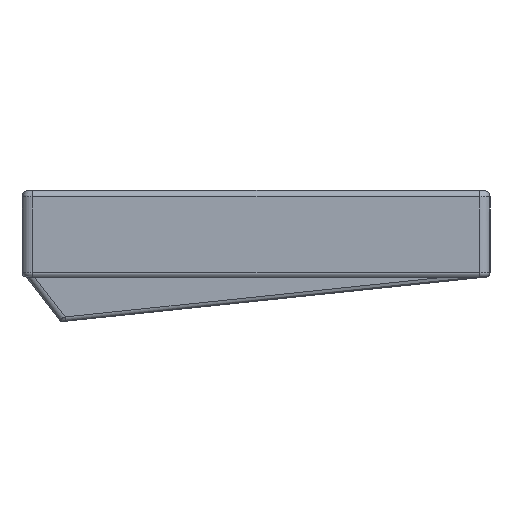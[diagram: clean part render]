
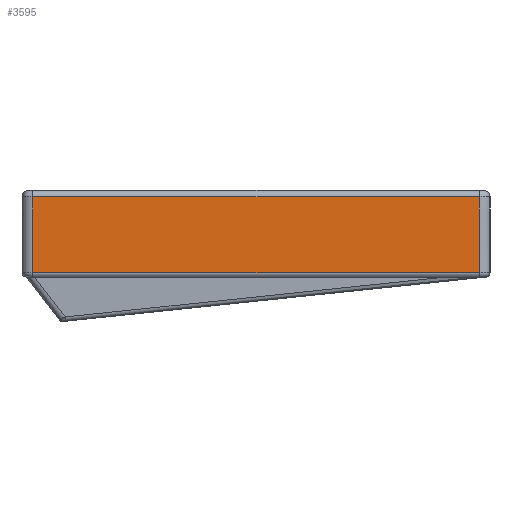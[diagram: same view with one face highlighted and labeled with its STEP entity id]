
A CAD part, left-side view. The second image highlights one B-rep face of the part: STEP entity #3595.
In plain terms, the highlighted planar face has unit normal (-1, 0, 0).
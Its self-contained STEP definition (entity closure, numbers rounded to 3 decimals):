
#564=FACE_OUTER_BOUND('',#790,.T.);
#790=EDGE_LOOP('',(#3156,#3157,#3158,#3159));
#986=LINE('',#5856,#1286);
#1103=LINE('',#6377,#1403);
#1104=LINE('',#6446,#1404);
#1105=LINE('',#6448,#1405);
#1286=VECTOR('',#4536,10.);
#1403=VECTOR('',#5009,10.);
#1404=VECTOR('',#5018,10.);
#1405=VECTOR('',#5021,10.);
#1613=VERTEX_POINT('',#5850);
#1614=VERTEX_POINT('',#5854);
#1728=VERTEX_POINT('',#6371);
#1729=VERTEX_POINT('',#6375);
#2017=EDGE_CURVE('',#1614,#1613,#986,.T.);
#2220=EDGE_CURVE('',#1729,#1728,#1103,.T.);
#2224=EDGE_CURVE('',#1728,#1614,#1104,.T.);
#2225=EDGE_CURVE('',#1613,#1729,#1105,.T.);
#3156=ORIENTED_EDGE('',*,*,#2017,.F.);
#3157=ORIENTED_EDGE('',*,*,#2224,.F.);
#3158=ORIENTED_EDGE('',*,*,#2220,.F.);
#3159=ORIENTED_EDGE('',*,*,#2225,.F.);
#3409=PLANE('',#3985);
#3595=ADVANCED_FACE('',(#564),#3409,.T.);
#3985=AXIS2_PLACEMENT_3D('',#6447,#5019,#5020);
#4536=DIRECTION('',(0.,-1.,0.));
#5009=DIRECTION('',(0.,1.,0.));
#5018=DIRECTION('',(0.,0.,1.));
#5019=DIRECTION('center_axis',(-1.,0.,0.));
#5020=DIRECTION('ref_axis',(0.,0.,1.));
#5021=DIRECTION('',(0.,0.,-1.));
#5850=CARTESIAN_POINT('',(-147.85,-52.6,29.733));
#5854=CARTESIAN_POINT('',(-147.85,52.6,29.733));
#5856=CARTESIAN_POINT('',(-147.85,-25.8,29.733));
#6371=CARTESIAN_POINT('',(-147.85,52.6,11.847));
#6375=CARTESIAN_POINT('',(-147.85,-52.6,11.847));
#6377=CARTESIAN_POINT('',(-147.85,-130.952,11.847));
#6446=CARTESIAN_POINT('',(-147.85,52.6,7.511));
#6447=CARTESIAN_POINT('Origin',(-147.85,0.,-0.002));
#6448=CARTESIAN_POINT('',(-147.85,-52.6,10.406));
